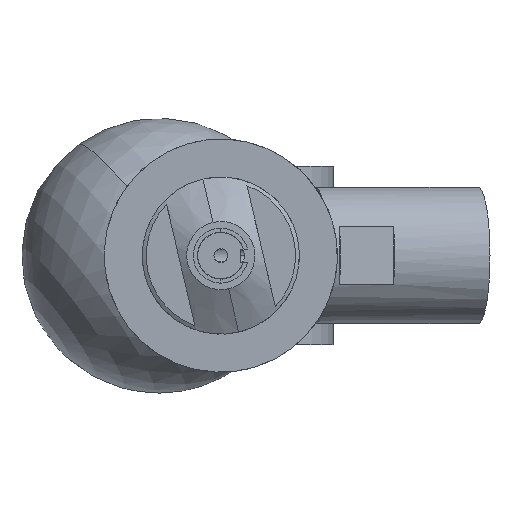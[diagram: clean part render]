
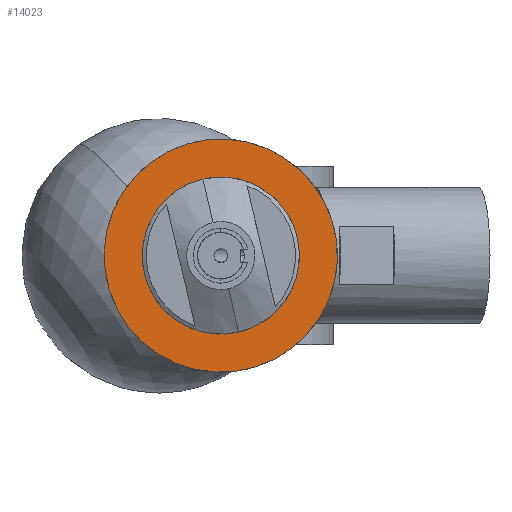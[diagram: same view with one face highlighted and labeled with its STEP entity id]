
A CAD part, left-side view. The second image highlights one B-rep face of the part: STEP entity #14023.
In plain terms, the highlighted planar face has unit normal (-1, 0, 0).
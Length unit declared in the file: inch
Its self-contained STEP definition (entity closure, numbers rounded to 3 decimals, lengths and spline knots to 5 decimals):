
#269 = DIRECTION ( 'NONE',  ( 0., -0.048, 0.999 ) ) ;
#405 = EDGE_CURVE ( 'NONE', #14536, #12362, #2697, .T. ) ;
#417 = DIRECTION ( 'NONE',  ( 0., -0.048, 0.999 ) ) ;
#642 = CIRCLE ( 'NONE', #2364, 0.53 ) ;
#751 = PLANE ( 'NONE',  #15234 ) ;
#898 = DIRECTION ( 'NONE',  ( 1., 0., 0. ) ) ;
#917 = EDGE_LOOP ( 'NONE', ( #4884, #10053 ) ) ;
#1253 = EDGE_CURVE ( 'NONE', #12362, #14536, #13828, .T. ) ;
#1648 = CARTESIAN_POINT ( 'NONE',  ( -0.2805, 0., 0. ) ) ;
#2218 = CARTESIAN_POINT ( 'NONE',  ( -0.2805, 0.01718, -0.35659 ) ) ;
#2364 = AXIS2_PLACEMENT_3D ( 'NONE', #8604, #2708, #417 ) ;
#2697 = CIRCLE ( 'NONE', #15036, 0.357 ) ;
#2708 = DIRECTION ( 'NONE',  ( -1., 0., 0. ) ) ;
#3070 = CIRCLE ( 'NONE', #13952, 0.53 ) ;
#3366 = DIRECTION ( 'NONE',  ( -1., 0., 0. ) ) ;
#4118 = EDGE_CURVE ( 'NONE', #5682, #15195, #3070, .T. ) ;
#4264 = CARTESIAN_POINT ( 'NONE',  ( -0.2805, 0., 0. ) ) ;
#4403 = EDGE_CURVE ( 'NONE', #15195, #5682, #642, .T. ) ;
#4884 = ORIENTED_EDGE ( 'NONE', *, *, #405, .F. ) ;
#5022 = CARTESIAN_POINT ( 'NONE',  ( -0.2805, 0., 0. ) ) ;
#5520 = FACE_BOUND ( 'NONE', #917, .T. ) ;
#5579 = DIRECTION ( 'NONE',  ( 0., -0.048, 0.999 ) ) ;
#5667 = DIRECTION ( 'NONE',  ( 0., 0.048, -0.999 ) ) ;
#5682 = VERTEX_POINT ( 'NONE', #7087 ) ;
#7087 = CARTESIAN_POINT ( 'NONE',  ( -0.2805, -0.0255, 0.52939 ) ) ;
#7779 = ORIENTED_EDGE ( 'NONE', *, *, #4403, .T. ) ;
#7901 = EDGE_LOOP ( 'NONE', ( #11363, #7779 ) ) ;
#8604 = CARTESIAN_POINT ( 'NONE',  ( -0.2805, 0., 0. ) ) ;
#10053 = ORIENTED_EDGE ( 'NONE', *, *, #1253, .F. ) ;
#10214 = FACE_OUTER_BOUND ( 'NONE', #7901, .T. ) ;
#10246 = CARTESIAN_POINT ( 'NONE',  ( -0.2805, -0.01718, 0.35659 ) ) ;
#11363 = ORIENTED_EDGE ( 'NONE', *, *, #4118, .T. ) ;
#11411 = CARTESIAN_POINT ( 'NONE',  ( -0.2805, 0.0255, -0.52939 ) ) ;
#11578 = AXIS2_PLACEMENT_3D ( 'NONE', #5022, #14473, #269 ) ;
#12362 = VERTEX_POINT ( 'NONE', #2218 ) ;
#13828 = CIRCLE ( 'NONE', #11578, 0.357 ) ;
#13952 = AXIS2_PLACEMENT_3D ( 'NONE', #4264, #14775, #5579 ) ;
#14023 = ADVANCED_FACE ( 'NONE', ( #5520, #10214 ), #751, .F. ) ;
#14473 = DIRECTION ( 'NONE',  ( -1., 0., 0. ) ) ;
#14536 = VERTEX_POINT ( 'NONE', #10246 ) ;
#14775 = DIRECTION ( 'NONE',  ( -1., 0., 0. ) ) ;
#14935 = CARTESIAN_POINT ( 'NONE',  ( -0.2805, 0.52939, 0.0255 ) ) ;
#15036 = AXIS2_PLACEMENT_3D ( 'NONE', #1648, #3366, #15127 ) ;
#15127 = DIRECTION ( 'NONE',  ( 0., -0.048, 0.999 ) ) ;
#15195 = VERTEX_POINT ( 'NONE', #11411 ) ;
#15234 = AXIS2_PLACEMENT_3D ( 'NONE', #14935, #898, #5667 ) ;
